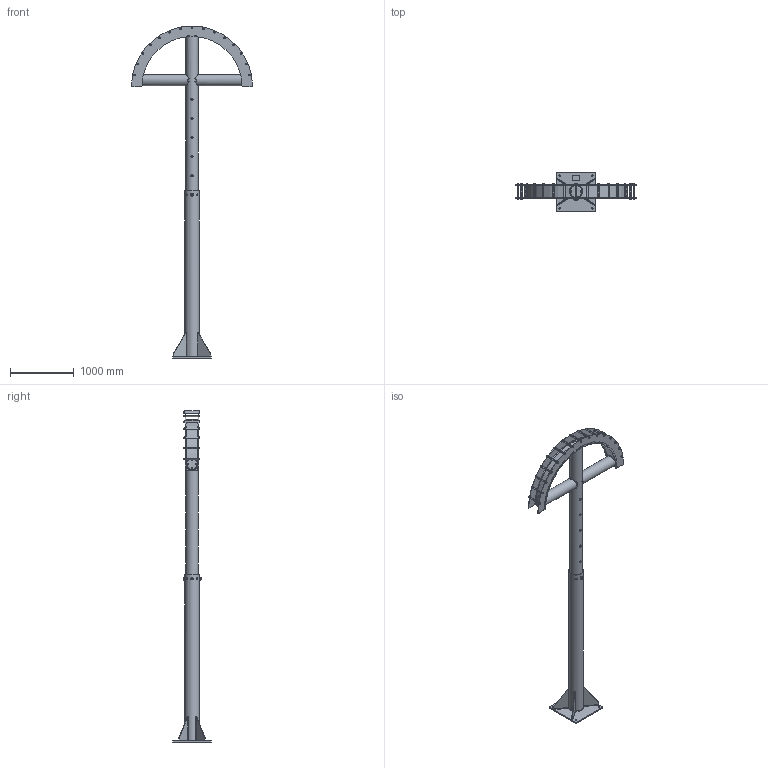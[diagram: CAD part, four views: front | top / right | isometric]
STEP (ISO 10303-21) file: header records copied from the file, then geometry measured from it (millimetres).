
FILE_DESCRIPTION(/* description */ ('-'),/* implementation_level */ '2;1');
FILE_NAME(/* name */ 'SGL1.stp',/* time_stamp */ '2022-03-25T08:57:36+01:00',/* author */ ('roy.gaakink'),/* organization */ (''),/* preprocessor_version */ 'ST-DEVELOPER v18',/* originating_system */ 'Autodesk Inventor 2020',/* authorisation */ '');
FILE_SCHEMA (('AUTOMOTIVE_DESIGN { 1 0 10303 214 3 1 1 }'));
Length unit declared in the file: millimetre
Products named in the file (1): SGL1_Shrinkwrap_1
Bounding box: 1899.97 x 600 x 5210 mm (x, y, z)
Volume: 49828752.1 mm3; surface area: 13137746.6 mm2
Topology: 18 solids, 18 shells, 1022 faces, 2541 edges, 1695 vertices
Faces by surface type: plane 560, cylinder 293, cone 157, bspline 12
Full cylindrical faces by diameter (mm): 3 x4, 16 x30, 17 x30, 18 x45, 22 x15, 22.5 x15, 25 x9, 30 x44, 34 x20, 42.7 x1, 166.6 x2, 177.8 x4, 182.5 x1, 193.7 x1, 209 x1, 229 x1
Entity records: 41062 total; most frequent: CARTESIAN_POINT 16340, ORIENTED_EDGE 5102, DIRECTION 4872, EDGE_CURVE 2551, AXIS2_PLACEMENT_3D 1955, VERTEX_POINT 1701, EDGE_LOOP 1340, FACE_OUTER_BOUND 1022
